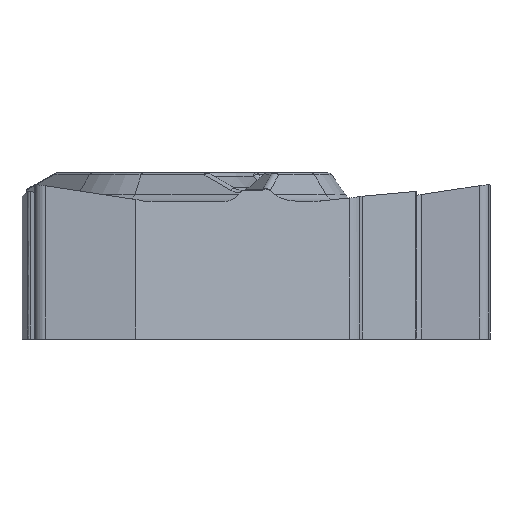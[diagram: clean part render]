
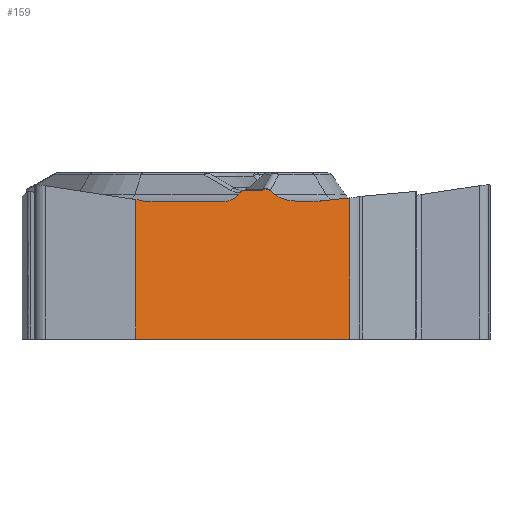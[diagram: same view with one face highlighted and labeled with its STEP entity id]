
A CAD part, front view. The second image highlights one B-rep face of the part: STEP entity #159.
In plain terms, the highlighted planar face has unit normal (0.5, -0.866, 0).
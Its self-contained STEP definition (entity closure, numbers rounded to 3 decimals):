
#159=ADVANCED_FACE('',(#365),#318,.F.);
#318=PLANE('',#2760);
#365=FACE_OUTER_BOUND('',#518,.T.);
#518=EDGE_LOOP('',(#850,#851,#852,#853,#854,#855,#856,#857,#858,#859,#860,
#861,#862,#863,#864,#865,#866,#867));
#683=CIRCLE('',#2759,0.75);
#790=ELLIPSE('',#2754,1.5,0.75);
#791=ELLIPSE('',#2755,1.5,0.75);
#792=ELLIPSE('',#2756,0.309,0.3);
#793=ELLIPSE('',#2757,0.295,0.25);
#794=ELLIPSE('',#2758,0.884,0.75);
#850=ORIENTED_EDGE('',*,*,#1900,.T.);
#851=ORIENTED_EDGE('',*,*,#1901,.F.);
#852=ORIENTED_EDGE('',*,*,#1902,.T.);
#853=ORIENTED_EDGE('',*,*,#1903,.T.);
#854=ORIENTED_EDGE('',*,*,#1904,.T.);
#855=ORIENTED_EDGE('',*,*,#1905,.T.);
#856=ORIENTED_EDGE('',*,*,#1906,.F.);
#857=ORIENTED_EDGE('',*,*,#1907,.F.);
#858=ORIENTED_EDGE('',*,*,#1908,.T.);
#859=ORIENTED_EDGE('',*,*,#1909,.T.);
#860=ORIENTED_EDGE('',*,*,#1910,.F.);
#861=ORIENTED_EDGE('',*,*,#1911,.F.);
#862=ORIENTED_EDGE('',*,*,#1912,.T.);
#863=ORIENTED_EDGE('',*,*,#1913,.T.);
#864=ORIENTED_EDGE('',*,*,#1914,.T.);
#865=ORIENTED_EDGE('',*,*,#1915,.T.);
#866=ORIENTED_EDGE('',*,*,#1916,.T.);
#867=ORIENTED_EDGE('',*,*,#1917,.F.);
#1652=VERTEX_POINT('',#4221);
#1653=VERTEX_POINT('',#4222);
#1654=VERTEX_POINT('',#4224);
#1655=VERTEX_POINT('',#4226);
#1656=VERTEX_POINT('',#4228);
#1657=VERTEX_POINT('',#4230);
#1658=VERTEX_POINT('',#4232);
#1659=VERTEX_POINT('',#4234);
#1660=VERTEX_POINT('',#4245);
#1661=VERTEX_POINT('',#4247);
#1662=VERTEX_POINT('',#4249);
#1663=VERTEX_POINT('',#4251);
#1664=VERTEX_POINT('',#4259);
#1665=VERTEX_POINT('',#4261);
#1666=VERTEX_POINT('',#4263);
#1667=VERTEX_POINT('',#4265);
#1668=VERTEX_POINT('',#4267);
#1669=VERTEX_POINT('',#4269);
#1900=EDGE_CURVE('',#1652,#1653,#2301,.T.);
#1901=EDGE_CURVE('',#1654,#1653,#2302,.T.);
#1902=EDGE_CURVE('',#1654,#1655,#2303,.T.);
#1903=EDGE_CURVE('',#1655,#1656,#790,.T.);
#1904=EDGE_CURVE('',#1656,#1657,#2304,.T.);
#1905=EDGE_CURVE('',#1657,#1658,#791,.T.);
#1906=EDGE_CURVE('',#1659,#1658,#2305,.T.);
#1907=EDGE_CURVE('',#1660,#1659,#2678,.T.);
#1908=EDGE_CURVE('',#1660,#1661,#792,.T.);
#1909=EDGE_CURVE('',#1661,#1662,#2306,.T.);
#1910=EDGE_CURVE('',#1663,#1662,#793,.T.);
#1911=EDGE_CURVE('',#1664,#1663,#2679,.T.);
#1912=EDGE_CURVE('',#1664,#1665,#2307,.T.);
#1913=EDGE_CURVE('',#1665,#1666,#794,.T.);
#1914=EDGE_CURVE('',#1666,#1667,#2308,.T.);
#1915=EDGE_CURVE('',#1667,#1668,#683,.T.);
#1916=EDGE_CURVE('',#1668,#1669,#2309,.T.);
#1917=EDGE_CURVE('',#1652,#1669,#2310,.T.);
#2301=LINE('',#4220,#2484);
#2302=LINE('',#4223,#2485);
#2303=LINE('',#4225,#2486);
#2304=LINE('',#4229,#2487);
#2305=LINE('',#4233,#2488);
#2306=LINE('',#4248,#2489);
#2307=LINE('',#4260,#2490);
#2308=LINE('',#4264,#2491);
#2309=LINE('',#4268,#2492);
#2310=LINE('',#4270,#2493);
#2484=VECTOR('',#3047,1.);
#2485=VECTOR('',#3048,1.);
#2486=VECTOR('',#3049,1.);
#2487=VECTOR('',#3052,1.);
#2488=VECTOR('',#3055,1.);
#2489=VECTOR('',#3058,1.);
#2490=VECTOR('',#3061,1.);
#2491=VECTOR('',#3064,1.);
#2492=VECTOR('',#3067,1.);
#2493=VECTOR('',#3068,1.);
#2678=B_SPLINE_CURVE_WITH_KNOTS('',3,(#4235,#4236,#4237,#4238,#4239,#4240,
#4241,#4242,#4243,#4244),.UNSPECIFIED.,.F.,.F.,(4,3,3,4),(0.,0.625,
0.853,1.),.UNSPECIFIED.);
#2679=B_SPLINE_CURVE_WITH_KNOTS('',3,(#4252,#4253,#4254,#4255,#4256,#4257,
#4258),.UNSPECIFIED.,.F.,.F.,(4,3,4),(0.,0.594,1.),
 .UNSPECIFIED.);
#2754=AXIS2_PLACEMENT_3D('',#4227,#3050,#3051);
#2755=AXIS2_PLACEMENT_3D('',#4231,#3053,#3054);
#2756=AXIS2_PLACEMENT_3D('',#4246,#3056,#3057);
#2757=AXIS2_PLACEMENT_3D('',#4250,#3059,#3060);
#2758=AXIS2_PLACEMENT_3D('',#4262,#3062,#3063);
#2759=AXIS2_PLACEMENT_3D('',#4266,#3065,#3066);
#2760=AXIS2_PLACEMENT_3D('',#4271,#3069,#3070);
#3047=DIRECTION('',(0.866,0.5,0.));
#3048=DIRECTION('',(0.,0.,-1.));
#3049=DIRECTION('',(-0.863,-0.498,-0.088));
#3050=DIRECTION('',(-0.5,0.866,0.));
#3051=DIRECTION('',(-0.866,-0.5,0.));
#3052=DIRECTION('',(-0.866,-0.5,0.));
#3053=DIRECTION('',(-0.5,0.866,0.));
#3054=DIRECTION('',(-0.866,-0.5,0.));
#3055=DIRECTION('',(0.705,0.407,-0.581));
#3056=DIRECTION('',(-0.5,0.866,0.));
#3057=DIRECTION('',(0.866,0.5,0.));
#3058=DIRECTION('',(-0.866,-0.5,0.));
#3059=DIRECTION('',(-0.5,0.866,0.));
#3060=DIRECTION('',(-0.866,-0.5,0.));
#3061=DIRECTION('',(-0.551,-0.318,-0.771));
#3062=DIRECTION('',(-0.5,0.866,0.));
#3063=DIRECTION('',(-0.866,-0.5,0.));
#3064=DIRECTION('',(-0.866,-0.5,0.));
#3065=DIRECTION('',(-0.5,0.866,0.));
#3066=DIRECTION('',(0.,0.,-1.));
#3067=DIRECTION('',(-0.853,-0.492,0.174));
#3068=DIRECTION('',(0.,0.,1.));
#3069=DIRECTION('',(-0.5,0.866,0.));
#3070=DIRECTION('',(-0.866,-0.5,0.));
#4220=CARTESIAN_POINT('',(3.969,-6.874,-7.));
#4221=CARTESIAN_POINT('',(-2.981,-10.887,-7.));
#4222=CARTESIAN_POINT('',(6.674,-5.312,-7.));
#4223=CARTESIAN_POINT('',(6.674,-5.312,25.));
#4224=CARTESIAN_POINT('',(6.674,-5.312,-0.628));
#4225=CARTESIAN_POINT('',(5.931,-5.741,-0.704));
#4226=CARTESIAN_POINT('',(5.286,-6.114,-0.77));
#4227=CARTESIAN_POINT('',(5.06,-6.244,-0.031));
#4228=CARTESIAN_POINT('',(5.06,-6.244,-0.781));
#4229=CARTESIAN_POINT('',(3.969,-6.874,-0.781));
#4230=CARTESIAN_POINT('',(4.338,-6.661,-0.781));
#4231=CARTESIAN_POINT('',(4.338,-6.661,-0.031));
#4232=CARTESIAN_POINT('',(3.274,-7.275,-0.461));
#4233=CARTESIAN_POINT('',(-13.261,-16.822,13.173));
#4234=CARTESIAN_POINT('',(3.071,-7.393,-0.293));
#4235=CARTESIAN_POINT('',(2.728,-7.591,-0.285));
#4236=CARTESIAN_POINT('',(2.798,-7.55,-0.26));
#4237=CARTESIAN_POINT('',(2.872,-7.508,-0.242));
#4238=CARTESIAN_POINT('',(2.944,-7.465,-0.247));
#4239=CARTESIAN_POINT('',(2.971,-7.45,-0.249));
#4240=CARTESIAN_POINT('',(2.999,-7.434,-0.255));
#4241=CARTESIAN_POINT('',(3.024,-7.419,-0.266));
#4242=CARTESIAN_POINT('',(3.04,-7.41,-0.272));
#4243=CARTESIAN_POINT('',(3.056,-7.401,-0.282));
#4244=CARTESIAN_POINT('',(3.071,-7.393,-0.293));
#4245=CARTESIAN_POINT('',(2.728,-7.591,-0.285));
#4246=CARTESIAN_POINT('',(2.645,-7.638,0.));
#4247=CARTESIAN_POINT('',(2.645,-7.638,-0.3));
#4248=CARTESIAN_POINT('',(-5.947,-12.599,-0.3));
#4249=CARTESIAN_POINT('',(1.902,-8.067,-0.3));
#4250=CARTESIAN_POINT('',(1.902,-8.067,-0.55));
#4251=CARTESIAN_POINT('',(1.806,-8.123,-0.318));
#4252=CARTESIAN_POINT('',(1.694,-8.187,-0.404));
#4253=CARTESIAN_POINT('',(1.711,-8.177,-0.381));
#4254=CARTESIAN_POINT('',(1.733,-8.165,-0.36));
#4255=CARTESIAN_POINT('',(1.756,-8.152,-0.345));
#4256=CARTESIAN_POINT('',(1.772,-8.142,-0.334));
#4257=CARTESIAN_POINT('',(1.789,-8.133,-0.325));
#4258=CARTESIAN_POINT('',(1.806,-8.123,-0.318));
#4259=CARTESIAN_POINT('',(1.694,-8.187,-0.404));
#4260=CARTESIAN_POINT('',(9.398,-3.739,10.369));
#4261=CARTESIAN_POINT('',(1.654,-8.211,-0.461));
#4262=CARTESIAN_POINT('',(1.026,-8.573,-0.031));
#4263=CARTESIAN_POINT('',(1.026,-8.573,-0.781));
#4264=CARTESIAN_POINT('',(-5.947,-12.599,-0.781));
#4265=CARTESIAN_POINT('',(-2.53,-10.626,-0.781));
#4266=CARTESIAN_POINT('',(-2.53,-10.626,-0.031));
#4267=CARTESIAN_POINT('',(-2.643,-10.691,-0.77));
#4268=CARTESIAN_POINT('',(-9.664,-14.745,0.66));
#4269=CARTESIAN_POINT('',(-2.981,-10.887,-0.701));
#4270=CARTESIAN_POINT('',(-2.981,-10.887,25.));
#4271=CARTESIAN_POINT('',(3.969,-6.874,25.));
